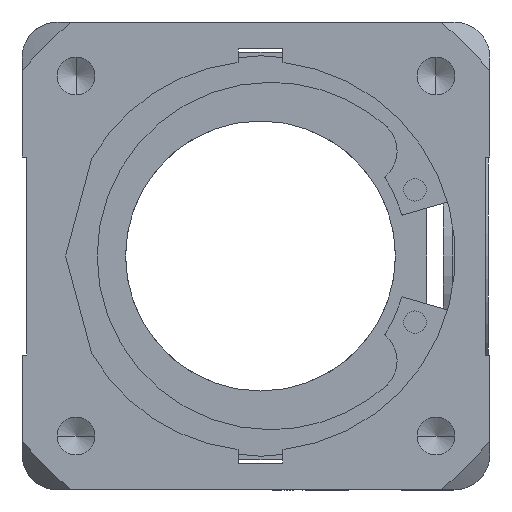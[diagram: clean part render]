
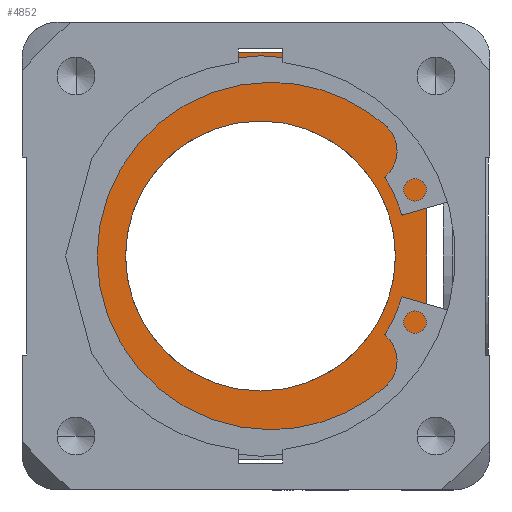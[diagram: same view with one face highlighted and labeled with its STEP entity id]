
A CAD part, left-side view. The second image highlights one B-rep face of the part: STEP entity #4852.
In plain terms, the highlighted planar face has unit normal (-1, 0, 0).
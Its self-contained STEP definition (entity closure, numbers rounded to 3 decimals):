
#310 = ORIENTED_EDGE ( 'NONE', *, *, #16277, .F. ) ;
#327 = VERTEX_POINT ( 'NONE', #3333 ) ;
#390 = DIRECTION ( 'NONE',  ( 0., 0., 1. ) ) ;
#469 = VERTEX_POINT ( 'NONE', #10055 ) ;
#1022 = AXIS2_PLACEMENT_3D ( 'NONE', #5046, #8226, #390 ) ;
#1160 = EDGE_CURVE ( 'NONE', #469, #9215, #26542, .T. ) ;
#1791 = AXIS2_PLACEMENT_3D ( 'NONE', #21530, #32078, #34760 ) ;
#1885 = CARTESIAN_POINT ( 'NONE',  ( -38., -17.222, 13.514 ) ) ;
#2718 = ORIENTED_EDGE ( 'NONE', *, *, #31284, .T. ) ;
#2888 = CARTESIAN_POINT ( 'NONE',  ( -38., -11., -8.485 ) ) ;
#3333 = CARTESIAN_POINT ( 'NONE',  ( -38., -0.5, 15. ) ) ;
#3446 = AXIS2_PLACEMENT_3D ( 'NONE', #14100, #19839, #30370 ) ;
#3536 = DIRECTION ( 'NONE',  ( 0., 0., 1. ) ) ;
#3995 = CARTESIAN_POINT ( 'NONE',  ( -38., 16.222, 13.514 ) ) ;
#4388 = DIRECTION ( 'NONE',  ( 0., 0., 1. ) ) ;
#4833 = CARTESIAN_POINT ( 'NONE',  ( -38., 10., 8.485 ) ) ;
#4852 = ADVANCED_FACE ( 'NONE', ( #24514, #30038 ), #11093, .T. ) ;
#4889 = CARTESIAN_POINT ( 'NONE',  ( -38., -19., -8.485 ) ) ;
#4992 = DIRECTION ( 'NONE',  ( 0., 0., 1. ) ) ;
#5046 = CARTESIAN_POINT ( 'NONE',  ( -38., -0.5, 0. ) ) ;
#5230 = CARTESIAN_POINT ( 'NONE',  ( -38., 18., 8.485 ) ) ;
#5233 = DIRECTION ( 'NONE',  ( -1., 0., 0. ) ) ;
#5606 = CARTESIAN_POINT ( 'NONE',  ( -38., -2.9, -8.485 ) ) ;
#5623 = ORIENTED_EDGE ( 'NONE', *, *, #27980, .F. ) ;
#5978 = AXIS2_PLACEMENT_3D ( 'NONE', #16649, #5233, #10574 ) ;
#7631 = CARTESIAN_POINT ( 'NONE',  ( -38., -0.5, 0. ) ) ;
#7715 = LINE ( 'NONE', #26301, #22621 ) ;
#7833 = CIRCLE ( 'NONE', #26096, 21.5 ) ;
#8016 = AXIS2_PLACEMENT_3D ( 'NONE', #20294, #22978, #9738 ) ;
#8226 = DIRECTION ( 'NONE',  ( 1., 0., 0. ) ) ;
#8908 = ORIENTED_EDGE ( 'NONE', *, *, #27036, .T. ) ;
#9086 = ORIENTED_EDGE ( 'NONE', *, *, #19444, .F. ) ;
#9123 = ORIENTED_EDGE ( 'NONE', *, *, #19180, .T. ) ;
#9180 = VERTEX_POINT ( 'NONE', #16129 ) ;
#9215 = VERTEX_POINT ( 'NONE', #35231 ) ;
#9363 = VERTEX_POINT ( 'NONE', #20909 ) ;
#9738 = DIRECTION ( 'NONE',  ( 0., 0., 1. ) ) ;
#9742 = CARTESIAN_POINT ( 'NONE',  ( -38., -0.5, 0. ) ) ;
#10055 = CARTESIAN_POINT ( 'NONE',  ( -38., -2.9, 22.666 ) ) ;
#10223 = DIRECTION ( 'NONE',  ( 0., 0., -1. ) ) ;
#10332 = EDGE_CURVE ( 'NONE', #34826, #13262, #32500, .T. ) ;
#10574 = DIRECTION ( 'NONE',  ( 0., 0., 1. ) ) ;
#10604 = DIRECTION ( 'NONE',  ( 0., 0., 1. ) ) ;
#11093 = PLANE ( 'NONE',  #5978 ) ;
#11373 = ORIENTED_EDGE ( 'NONE', *, *, #1160, .T. ) ;
#11766 = ORIENTED_EDGE ( 'NONE', *, *, #28049, .T. ) ;
#12542 = DIRECTION ( 'NONE',  ( 1., 0., 0. ) ) ;
#12713 = VERTEX_POINT ( 'NONE', #26725 ) ;
#12784 = EDGE_CURVE ( 'NONE', #33731, #34826, #31088, .T. ) ;
#13050 = VECTOR ( 'NONE', #10604, 1000. ) ;
#13262 = VERTEX_POINT ( 'NONE', #17704 ) ;
#13553 = CARTESIAN_POINT ( 'NONE',  ( -38., 18., -8.485 ) ) ;
#14100 = CARTESIAN_POINT ( 'NONE',  ( -38., -11., 8.485 ) ) ;
#14431 = VERTEX_POINT ( 'NONE', #5230 ) ;
#14852 = VECTOR ( 'NONE', #15763, 1000. ) ;
#15039 = AXIS2_PLACEMENT_3D ( 'NONE', #2888, #27127, #30360 ) ;
#15280 = ORIENTED_EDGE ( 'NONE', *, *, #15803, .F. ) ;
#15647 = CIRCLE ( 'NONE', #15039, 8. ) ;
#15763 = DIRECTION ( 'NONE',  ( 0., 0., 1. ) ) ;
#15803 = EDGE_CURVE ( 'NONE', #18501, #12713, #7833, .T. ) ;
#16129 = CARTESIAN_POINT ( 'NONE',  ( -38., -19., -8.485 ) ) ;
#16239 = LINE ( 'NONE', #13553, #26630 ) ;
#16277 = EDGE_CURVE ( 'NONE', #14431, #18501, #23896, .T. ) ;
#16649 = CARTESIAN_POINT ( 'NONE',  ( -38., -11., -8.485 ) ) ;
#16699 = ORIENTED_EDGE ( 'NONE', *, *, #10332, .F. ) ;
#17188 = CIRCLE ( 'NONE', #1791, 15. ) ;
#17573 = EDGE_CURVE ( 'NONE', #26346, #327, #26815, .T. ) ;
#17704 = CARTESIAN_POINT ( 'NONE',  ( -38., -19., 8.485 ) ) ;
#18021 = EDGE_CURVE ( 'NONE', #9180, #13262, #29331, .T. ) ;
#18501 = VERTEX_POINT ( 'NONE', #3995 ) ;
#18533 = DIRECTION ( 'NONE',  ( 0., 1., 0. ) ) ;
#18655 = LINE ( 'NONE', #5606, #13050 ) ;
#18659 = CIRCLE ( 'NONE', #1022, 21.5 ) ;
#18899 = DIRECTION ( 'NONE',  ( 1., 0., 0. ) ) ;
#18903 = VERTEX_POINT ( 'NONE', #34627 ) ;
#19180 = EDGE_CURVE ( 'NONE', #327, #26346, #17188, .T. ) ;
#19199 = CARTESIAN_POINT ( 'NONE',  ( -38., -2.9, 21.366 ) ) ;
#19444 = EDGE_CURVE ( 'NONE', #32405, #9363, #18659, .T. ) ;
#19839 = DIRECTION ( 'NONE',  ( 1., 0., 0. ) ) ;
#20259 = CARTESIAN_POINT ( 'NONE',  ( -38., 10., -8.485 ) ) ;
#20294 = CARTESIAN_POINT ( 'NONE',  ( -38., -0.5, 0. ) ) ;
#20909 = CARTESIAN_POINT ( 'NONE',  ( -38., 16.222, -13.514 ) ) ;
#21021 = CARTESIAN_POINT ( 'NONE',  ( -38., -11., 22.666 ) ) ;
#21054 = DIRECTION ( 'NONE',  ( 1., 0., 0. ) ) ;
#21530 = CARTESIAN_POINT ( 'NONE',  ( -38., -0.5, 0. ) ) ;
#22621 = VECTOR ( 'NONE', #10223, 1000. ) ;
#22978 = DIRECTION ( 'NONE',  ( 1., 0., 0. ) ) ;
#23896 = CIRCLE ( 'NONE', #31288, 8. ) ;
#24052 = ORIENTED_EDGE ( 'NONE', *, *, #24624, .F. ) ;
#24147 = ORIENTED_EDGE ( 'NONE', *, *, #17573, .T. ) ;
#24296 = DIRECTION ( 'NONE',  ( 0., 0., 1. ) ) ;
#24433 = CARTESIAN_POINT ( 'NONE',  ( -38., -0.5, -15. ) ) ;
#24514 = FACE_BOUND ( 'NONE', #32407, .T. ) ;
#24532 = VECTOR ( 'NONE', #18533, 1000. ) ;
#24624 = EDGE_CURVE ( 'NONE', #9180, #32405, #15647, .T. ) ;
#25474 = CIRCLE ( 'NONE', #35151, 8. ) ;
#26096 = AXIS2_PLACEMENT_3D ( 'NONE', #7631, #18899, #4992 ) ;
#26301 = CARTESIAN_POINT ( 'NONE',  ( -38., 1.9, -8.485 ) ) ;
#26346 = VERTEX_POINT ( 'NONE', #24433 ) ;
#26542 = LINE ( 'NONE', #21021, #24532 ) ;
#26630 = VECTOR ( 'NONE', #26949, 1000. ) ;
#26725 = CARTESIAN_POINT ( 'NONE',  ( -38., 1.9, 21.366 ) ) ;
#26815 = CIRCLE ( 'NONE', #8016, 15. ) ;
#26949 = DIRECTION ( 'NONE',  ( 0., 0., -1. ) ) ;
#27036 = EDGE_CURVE ( 'NONE', #14431, #18903, #16239, .T. ) ;
#27127 = DIRECTION ( 'NONE',  ( 1., 0., 0. ) ) ;
#27840 = EDGE_LOOP ( 'NONE', ( #5623, #9086, #24052, #31367, #16699, #35046, #2718, #11373, #11766, #15280, #310, #8908 ) ) ;
#27980 = EDGE_CURVE ( 'NONE', #9363, #18903, #25474, .T. ) ;
#28049 = EDGE_CURVE ( 'NONE', #9215, #12713, #7715, .T. ) ;
#29331 = LINE ( 'NONE', #4889, #14852 ) ;
#30038 = FACE_OUTER_BOUND ( 'NONE', #27840, .T. ) ;
#30360 = DIRECTION ( 'NONE',  ( 0., 0., 1. ) ) ;
#30370 = DIRECTION ( 'NONE',  ( 0., 0., 1. ) ) ;
#31088 = CIRCLE ( 'NONE', #32240, 21.5 ) ;
#31284 = EDGE_CURVE ( 'NONE', #33731, #469, #18655, .T. ) ;
#31288 = AXIS2_PLACEMENT_3D ( 'NONE', #4833, #21054, #24296 ) ;
#31367 = ORIENTED_EDGE ( 'NONE', *, *, #18021, .T. ) ;
#31532 = DIRECTION ( 'NONE',  ( 1., 0., 0. ) ) ;
#32078 = DIRECTION ( 'NONE',  ( 1., 0., 0. ) ) ;
#32104 = CARTESIAN_POINT ( 'NONE',  ( -38., -17.222, -13.514 ) ) ;
#32240 = AXIS2_PLACEMENT_3D ( 'NONE', #9742, #31532, #3536 ) ;
#32405 = VERTEX_POINT ( 'NONE', #32104 ) ;
#32407 = EDGE_LOOP ( 'NONE', ( #9123, #24147 ) ) ;
#32500 = CIRCLE ( 'NONE', #3446, 8. ) ;
#33731 = VERTEX_POINT ( 'NONE', #19199 ) ;
#34627 = CARTESIAN_POINT ( 'NONE',  ( -38., 18., -8.485 ) ) ;
#34760 = DIRECTION ( 'NONE',  ( 0., 0., 1. ) ) ;
#34826 = VERTEX_POINT ( 'NONE', #1885 ) ;
#35046 = ORIENTED_EDGE ( 'NONE', *, *, #12784, .F. ) ;
#35151 = AXIS2_PLACEMENT_3D ( 'NONE', #20259, #12542, #4388 ) ;
#35231 = CARTESIAN_POINT ( 'NONE',  ( -38., 1.9, 22.666 ) ) ;
